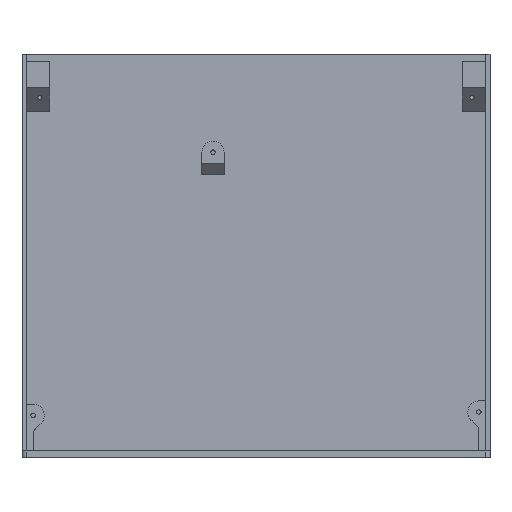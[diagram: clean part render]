
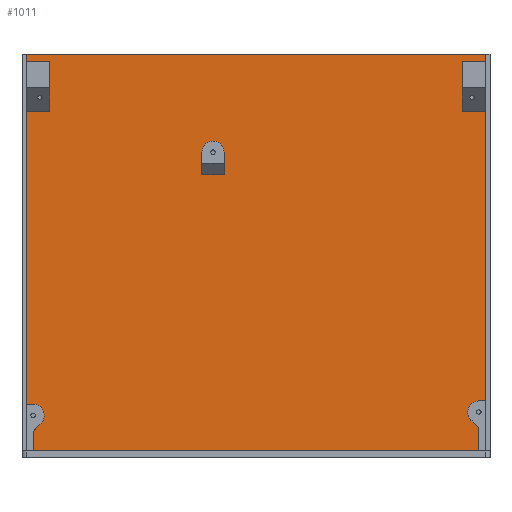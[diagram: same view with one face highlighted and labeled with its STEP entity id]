
A CAD part, top view. The second image highlights one B-rep face of the part: STEP entity #1011.
In plain terms, the highlighted planar face has unit normal (0, 0, 1).
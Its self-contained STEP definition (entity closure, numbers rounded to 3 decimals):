
#17=FACE_BOUND('',#154,.T.);
#39=CIRCLE('',#1068,5.);
#41=CIRCLE('',#1071,5.);
#42=CIRCLE('',#1072,5.);
#98=FACE_OUTER_BOUND('',#153,.T.);
#153=EDGE_LOOP('',(#697,#698,#699,#700,#701,#702,#703,#704,#705,#706,#707,
#708,#709,#710,#711,#712,#713,#714,#715,#716));
#154=EDGE_LOOP('',(#717,#718,#719,#720));
#229=LINE('',#1461,#336);
#233=LINE('',#1471,#340);
#238=LINE('',#1485,#345);
#239=LINE('',#1487,#346);
#240=LINE('',#1489,#347);
#241=LINE('',#1491,#348);
#242=LINE('',#1495,#349);
#243=LINE('',#1497,#350);
#244=LINE('',#1499,#351);
#245=LINE('',#1501,#352);
#246=LINE('',#1503,#353);
#247=LINE('',#1505,#354);
#248=LINE('',#1507,#355);
#249=LINE('',#1509,#356);
#250=LINE('',#1511,#357);
#251=LINE('',#1513,#358);
#252=LINE('',#1515,#359);
#253=LINE('',#1517,#360);
#254=LINE('',#1518,#361);
#255=LINE('',#1520,#362);
#256=LINE('',#1523,#363);
#336=VECTOR('',#1164,10.);
#340=VECTOR('',#1172,10.);
#345=VECTOR('',#1185,10.);
#346=VECTOR('',#1186,10.);
#347=VECTOR('',#1187,10.);
#348=VECTOR('',#1188,10.);
#349=VECTOR('',#1191,10.);
#350=VECTOR('',#1192,10.);
#351=VECTOR('',#1193,10.);
#352=VECTOR('',#1194,10.);
#353=VECTOR('',#1195,10.);
#354=VECTOR('',#1196,10.);
#355=VECTOR('',#1197,10.);
#356=VECTOR('',#1198,10.);
#357=VECTOR('',#1199,10.);
#358=VECTOR('',#1200,10.);
#359=VECTOR('',#1201,10.);
#360=VECTOR('',#1202,10.);
#361=VECTOR('',#1203,10.);
#362=VECTOR('',#1204,10.);
#363=VECTOR('',#1207,10.);
#440=VERTEX_POINT('',#1454);
#443=VERTEX_POINT('',#1459);
#446=VERTEX_POINT('',#1469);
#447=VERTEX_POINT('',#1470);
#450=VERTEX_POINT('',#1478);
#452=VERTEX_POINT('',#1484);
#453=VERTEX_POINT('',#1486);
#454=VERTEX_POINT('',#1488);
#455=VERTEX_POINT('',#1490);
#456=VERTEX_POINT('',#1492);
#457=VERTEX_POINT('',#1494);
#458=VERTEX_POINT('',#1496);
#459=VERTEX_POINT('',#1498);
#460=VERTEX_POINT('',#1500);
#461=VERTEX_POINT('',#1502);
#462=VERTEX_POINT('',#1504);
#463=VERTEX_POINT('',#1506);
#464=VERTEX_POINT('',#1508);
#465=VERTEX_POINT('',#1510);
#466=VERTEX_POINT('',#1512);
#467=VERTEX_POINT('',#1514);
#468=VERTEX_POINT('',#1516);
#469=VERTEX_POINT('',#1519);
#470=VERTEX_POINT('',#1521);
#539=EDGE_CURVE('',#443,#440,#229,.T.);
#543=EDGE_CURVE('',#446,#447,#233,.T.);
#547=EDGE_CURVE('',#450,#446,#39,.T.);
#550=EDGE_CURVE('',#447,#452,#238,.T.);
#551=EDGE_CURVE('',#452,#453,#239,.T.);
#552=EDGE_CURVE('',#453,#454,#240,.T.);
#553=EDGE_CURVE('',#454,#455,#241,.T.);
#554=EDGE_CURVE('',#455,#456,#41,.T.);
#555=EDGE_CURVE('',#456,#457,#242,.T.);
#556=EDGE_CURVE('',#457,#458,#243,.T.);
#557=EDGE_CURVE('',#458,#459,#244,.T.);
#558=EDGE_CURVE('',#459,#460,#245,.T.);
#559=EDGE_CURVE('',#460,#461,#246,.T.);
#560=EDGE_CURVE('',#461,#462,#247,.T.);
#561=EDGE_CURVE('',#462,#463,#248,.T.);
#562=EDGE_CURVE('',#463,#464,#249,.T.);
#563=EDGE_CURVE('',#464,#465,#250,.T.);
#564=EDGE_CURVE('',#465,#466,#251,.T.);
#565=EDGE_CURVE('',#466,#467,#252,.T.);
#566=EDGE_CURVE('',#467,#468,#253,.T.);
#567=EDGE_CURVE('',#468,#450,#254,.T.);
#568=EDGE_CURVE('',#443,#469,#255,.T.);
#569=EDGE_CURVE('',#469,#470,#42,.T.);
#570=EDGE_CURVE('',#470,#440,#256,.T.);
#697=ORIENTED_EDGE('',*,*,#543,.T.);
#698=ORIENTED_EDGE('',*,*,#550,.T.);
#699=ORIENTED_EDGE('',*,*,#551,.T.);
#700=ORIENTED_EDGE('',*,*,#552,.T.);
#701=ORIENTED_EDGE('',*,*,#553,.T.);
#702=ORIENTED_EDGE('',*,*,#554,.T.);
#703=ORIENTED_EDGE('',*,*,#555,.T.);
#704=ORIENTED_EDGE('',*,*,#556,.T.);
#705=ORIENTED_EDGE('',*,*,#557,.T.);
#706=ORIENTED_EDGE('',*,*,#558,.T.);
#707=ORIENTED_EDGE('',*,*,#559,.T.);
#708=ORIENTED_EDGE('',*,*,#560,.T.);
#709=ORIENTED_EDGE('',*,*,#561,.T.);
#710=ORIENTED_EDGE('',*,*,#562,.T.);
#711=ORIENTED_EDGE('',*,*,#563,.T.);
#712=ORIENTED_EDGE('',*,*,#564,.T.);
#713=ORIENTED_EDGE('',*,*,#565,.T.);
#714=ORIENTED_EDGE('',*,*,#566,.T.);
#715=ORIENTED_EDGE('',*,*,#567,.T.);
#716=ORIENTED_EDGE('',*,*,#547,.T.);
#717=ORIENTED_EDGE('',*,*,#568,.T.);
#718=ORIENTED_EDGE('',*,*,#569,.T.);
#719=ORIENTED_EDGE('',*,*,#570,.T.);
#720=ORIENTED_EDGE('',*,*,#539,.F.);
#974=PLANE('',#1070);
#1011=ADVANCED_FACE('',(#98,#17),#974,.T.);
#1068=AXIS2_PLACEMENT_3D('',#1479,#1178,#1179);
#1070=AXIS2_PLACEMENT_3D('',#1483,#1183,#1184);
#1071=AXIS2_PLACEMENT_3D('',#1493,#1189,#1190);
#1072=AXIS2_PLACEMENT_3D('',#1522,#1205,#1206);
#1164=DIRECTION('',(1.,0.,0.));
#1172=DIRECTION('',(-0.707,-0.707,0.));
#1178=DIRECTION('center_axis',(0.,0.,-1.));
#1179=DIRECTION('ref_axis',(-1.,0.,0.));
#1183=DIRECTION('center_axis',(0.,0.,1.));
#1184=DIRECTION('ref_axis',(1.,0.,0.));
#1185=DIRECTION('',(0.,-1.,0.));
#1186=DIRECTION('',(1.,0.,0.));
#1187=DIRECTION('',(0.,1.,0.));
#1188=DIRECTION('',(-0.707,0.707,0.));
#1189=DIRECTION('center_axis',(0.,0.,-1.));
#1190=DIRECTION('ref_axis',(-1.,0.,0.));
#1191=DIRECTION('',(1.,0.,0.));
#1192=DIRECTION('',(0.,1.,0.));
#1193=DIRECTION('',(-1.,0.,0.));
#1194=DIRECTION('',(0.,1.,0.));
#1195=DIRECTION('',(1.,0.,0.));
#1196=DIRECTION('',(0.,1.,0.));
#1197=DIRECTION('',(-1.,0.,0.));
#1198=DIRECTION('',(0.,-1.,0.));
#1199=DIRECTION('',(1.,0.,0.));
#1200=DIRECTION('',(0.,-1.,0.));
#1201=DIRECTION('',(-1.,0.,0.));
#1202=DIRECTION('',(0.,-1.,0.));
#1203=DIRECTION('',(1.,0.,0.));
#1204=DIRECTION('',(0.,1.,0.));
#1205=DIRECTION('center_axis',(0.,0.,-1.));
#1206=DIRECTION('ref_axis',(-1.,0.,0.));
#1207=DIRECTION('',(0.,-1.,0.));
#1454=CARTESIAN_POINT('',(-10.203,33.211,1.8));
#1459=CARTESIAN_POINT('',(-20.203,33.211,1.8));
#1461=CARTESIAN_POINT('',(-8.053,33.211,1.8));
#1469=CARTESIAN_POINT('',(-92.467,-78.524,1.8));
#1470=CARTESIAN_POINT('',(-96.003,-82.06,1.8));
#1471=CARTESIAN_POINT('',(-51.31,-37.367,1.8));
#1478=CARTESIAN_POINT('',(-96.003,-69.989,1.8));
#1479=CARTESIAN_POINT('Origin',(-96.003,-74.989,1.8));
#1483=CARTESIAN_POINT('Origin',(4.097,-3.389,1.8));
#1484=CARTESIAN_POINT('',(-96.003,-90.989,1.8));
#1485=CARTESIAN_POINT('',(-96.003,-47.189,1.8));
#1486=CARTESIAN_POINT('',(104.197,-90.989,1.8));
#1487=CARTESIAN_POINT('',(56.647,-90.989,1.8));
#1488=CARTESIAN_POINT('',(104.197,-80.56,1.8));
#1489=CARTESIAN_POINT('',(104.197,-40.939,1.8));
#1490=CARTESIAN_POINT('',(100.662,-77.024,1.8));
#1491=CARTESIAN_POINT('',(58.112,-34.474,1.8));
#1492=CARTESIAN_POINT('',(104.197,-68.489,1.8));
#1493=CARTESIAN_POINT('Origin',(104.197,-73.489,1.8));
#1494=CARTESIAN_POINT('',(107.397,-68.489,1.8));
#1495=CARTESIAN_POINT('',(55.747,-68.489,1.8));
#1496=CARTESIAN_POINT('',(107.397,61.611,1.8));
#1497=CARTESIAN_POINT('',(107.397,41.911,1.8));
#1498=CARTESIAN_POINT('',(96.797,61.611,1.8));
#1499=CARTESIAN_POINT('',(50.447,61.611,1.8));
#1500=CARTESIAN_POINT('',(96.797,84.211,1.8));
#1501=CARTESIAN_POINT('',(96.797,40.411,1.8));
#1502=CARTESIAN_POINT('',(107.397,84.211,1.8));
#1503=CARTESIAN_POINT('',(55.747,84.211,1.8));
#1504=CARTESIAN_POINT('',(107.397,87.211,1.8));
#1505=CARTESIAN_POINT('',(107.397,41.911,1.8));
#1506=CARTESIAN_POINT('',(-99.203,87.211,1.8));
#1507=CARTESIAN_POINT('',(109.197,87.211,1.8));
#1508=CARTESIAN_POINT('',(-99.203,84.211,1.8));
#1509=CARTESIAN_POINT('',(-99.203,-47.189,1.8));
#1510=CARTESIAN_POINT('',(-88.603,84.211,1.8));
#1511=CARTESIAN_POINT('',(-42.253,84.211,1.8));
#1512=CARTESIAN_POINT('',(-88.603,61.611,1.8));
#1513=CARTESIAN_POINT('',(-88.603,34.411,1.8));
#1514=CARTESIAN_POINT('',(-99.203,61.611,1.8));
#1515=CARTESIAN_POINT('',(-47.553,61.611,1.8));
#1516=CARTESIAN_POINT('',(-99.203,-69.989,1.8));
#1517=CARTESIAN_POINT('',(-99.203,-47.189,1.8));
#1518=CARTESIAN_POINT('',(-45.953,-69.989,1.8));
#1519=CARTESIAN_POINT('',(-20.203,43.211,1.8));
#1520=CARTESIAN_POINT('',(-20.203,19.911,1.8));
#1521=CARTESIAN_POINT('',(-10.203,43.211,1.8));
#1522=CARTESIAN_POINT('Origin',(-15.203,43.211,1.8));
#1523=CARTESIAN_POINT('',(-10.203,17.411,1.8));
